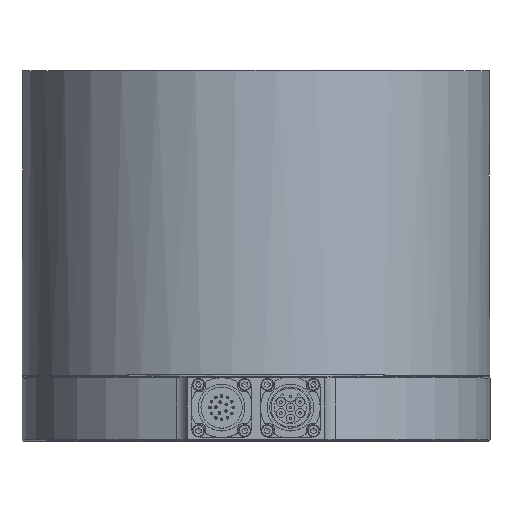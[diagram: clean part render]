
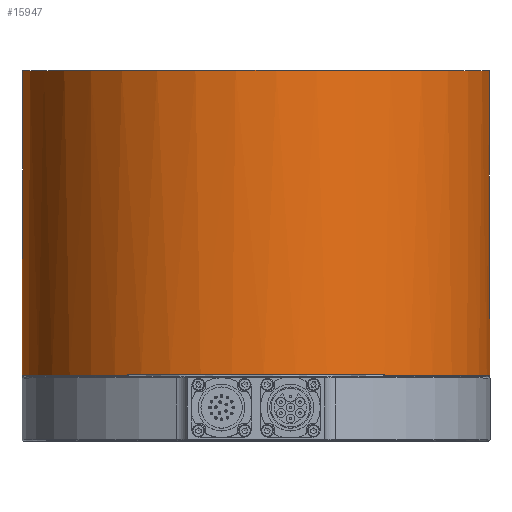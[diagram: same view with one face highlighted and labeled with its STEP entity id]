
A CAD part, top view. The second image highlights one B-rep face of the part: STEP entity #15947.
In plain terms, the highlighted cylindrical face has radius 85 mm (diameter 170 mm), a full revolution.
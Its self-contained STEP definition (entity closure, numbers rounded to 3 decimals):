
#469 = CIRCLE ( 'NONE', #15338, 85. ) ;
#926 = CARTESIAN_POINT ( 'NONE',  ( -60.104, 173.773, 60.104 ) ) ;
#1581 = DIRECTION ( 'NONE',  ( 0., -1., 0. ) ) ;
#2129 = EDGE_LOOP ( 'NONE', ( #10350 ) ) ;
#2226 = DIRECTION ( 'NONE',  ( 0.707, 0., -0.707 ) ) ;
#2261 = CARTESIAN_POINT ( 'NONE',  ( 0., 63.173, 0. ) ) ;
#3510 = DIRECTION ( 'NONE',  ( -0.707, 0., 0.707 ) ) ;
#4673 = CARTESIAN_POINT ( 'NONE',  ( 0., 119.773, 0. ) ) ;
#6930 = EDGE_CURVE ( 'NONE', #14721, #14721, #469, .T. ) ;
#6976 = FACE_OUTER_BOUND ( 'NONE', #2129, .T. ) ;
#7746 = EDGE_LOOP ( 'NONE', ( #14148 ) ) ;
#8949 = CYLINDRICAL_SURFACE ( 'NONE', #14156, 85. ) ;
#9043 = CARTESIAN_POINT ( 'NONE',  ( 0., 173.773, 0. ) ) ;
#10309 = DIRECTION ( 'NONE',  ( -0.707, 0., 0.707 ) ) ;
#10350 = ORIENTED_EDGE ( 'NONE', *, *, #6930, .T. ) ;
#10380 = EDGE_CURVE ( 'NONE', #10446, #10446, #13880, .T. ) ;
#10446 = VERTEX_POINT ( 'NONE', #11105 ) ;
#10986 = DIRECTION ( 'NONE',  ( 0., -1., 0. ) ) ;
#11105 = CARTESIAN_POINT ( 'NONE',  ( -60.104, 63.173, 60.104 ) ) ;
#13728 = AXIS2_PLACEMENT_3D ( 'NONE', #2261, #10986, #3510 ) ;
#13880 = CIRCLE ( 'NONE', #13728, 85. ) ;
#14018 = FACE_OUTER_BOUND ( 'NONE', #7746, .T. ) ;
#14148 = ORIENTED_EDGE ( 'NONE', *, *, #10380, .F. ) ;
#14156 = AXIS2_PLACEMENT_3D ( 'NONE', #4673, #14709, #2226 ) ;
#14709 = DIRECTION ( 'NONE',  ( 0., 1., 0. ) ) ;
#14721 = VERTEX_POINT ( 'NONE', #926 ) ;
#15338 = AXIS2_PLACEMENT_3D ( 'NONE', #9043, #1581, #10309 ) ;
#15947 = ADVANCED_FACE ( 'NONE', ( #14018, #6976 ), #8949, .T. ) ;
